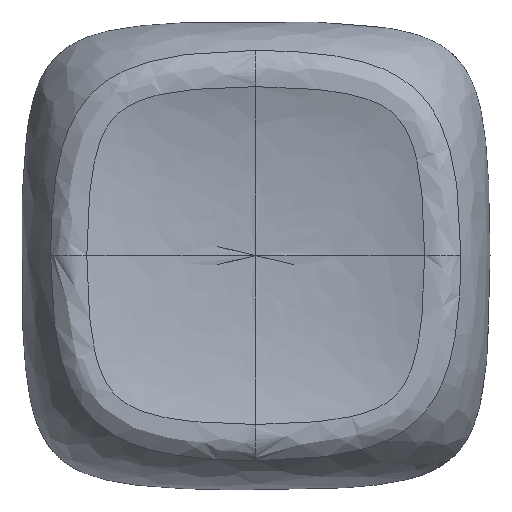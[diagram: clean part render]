
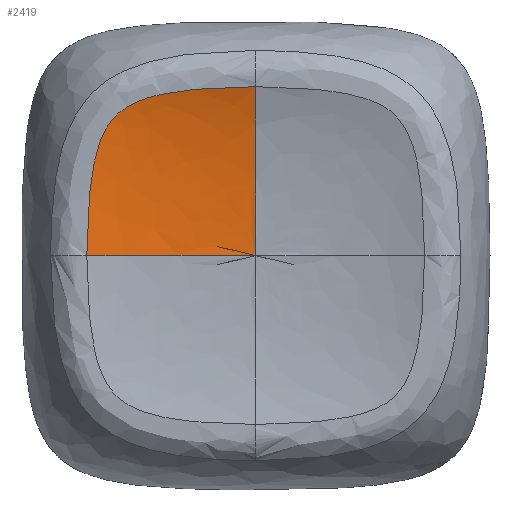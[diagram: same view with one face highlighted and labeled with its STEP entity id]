
A CAD part, top view. The second image highlights one B-rep face of the part: STEP entity #2419.
In plain terms, the highlighted free-form (B-spline) face has degree [3, 3] with [7, 5] control points.
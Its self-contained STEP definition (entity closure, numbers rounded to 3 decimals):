
#15=(
BOUNDED_CURVE()
B_SPLINE_CURVE(5,(#25185,#25186,#25187,#25188,#25189,#25190,#25191,#25192,
#25193,#25194),.UNSPECIFIED.,.F.,.F.)
B_SPLINE_CURVE_WITH_KNOTS((6,1,1,1,1,6),(0.176,0.2,0.4,0.6,
0.8,1.),.UNSPECIFIED.)
CURVE()
GEOMETRIC_REPRESENTATION_ITEM()
RATIONAL_B_SPLINE_CURVE((1.,1.,1.,1.,1.,1.,1.,1.,1.,1.))
REPRESENTATION_ITEM('')
);
#17=(
BOUNDED_CURVE()
B_SPLINE_CURVE(5,(#25240,#25241,#25242,#25243,#25244,#25245,#25246,#25247,
#25248,#25249),.UNSPECIFIED.,.F.,.F.)
B_SPLINE_CURVE_WITH_KNOTS((6,1,1,1,1,6),(0.176,0.2,0.4,0.6,
0.8,1.),.UNSPECIFIED.)
CURVE()
GEOMETRIC_REPRESENTATION_ITEM()
RATIONAL_B_SPLINE_CURVE((1.,1.,1.,1.,1.,1.,1.,1.,1.,1.))
REPRESENTATION_ITEM('')
);
#313=FACE_OUTER_BOUND('',#469,.T.);
#469=EDGE_LOOP('',(#2145,#2146,#2147));
#786=B_SPLINE_CURVE_WITH_KNOTS('',3,(#24614,#24615,#24616,#24617,#24618,
#24619,#24620,#24621,#24622,#24623,#24624,#24625,#24626,#24627),
 .UNSPECIFIED.,.F.,.F.,(4,1,1,1,1,1,1,1,1,1,1,4),(0.,0.167,
0.335,0.419,0.46,0.502,
0.586,0.67,0.753,0.837,
1.005,1.172),.UNSPECIFIED.);
#1018=VERTEX_POINT('',#24594);
#1021=VERTEX_POINT('',#24612);
#1027=VERTEX_POINT('',#25184);
#1389=EDGE_CURVE('',#1021,#1018,#786,.T.);
#1400=EDGE_CURVE('',#1018,#1027,#15,.T.);
#1402=EDGE_CURVE('',#1021,#1027,#17,.T.);
#2145=ORIENTED_EDGE('',*,*,#1389,.F.);
#2146=ORIENTED_EDGE('',*,*,#1402,.T.);
#2147=ORIENTED_EDGE('',*,*,#1400,.F.);
#2268=B_SPLINE_SURFACE_WITH_KNOTS('',3,3,((#25205,#25206,#25207,#25208,
#25209),(#25210,#25211,#25212,#25213,#25214),(#25215,#25216,#25217,#25218,
#25219),(#25220,#25221,#25222,#25223,#25224),(#25225,#25226,#25227,#25228,
#25229),(#25230,#25231,#25232,#25233,#25234),(#25235,#25236,#25237,#25238,
#25239)),.UNSPECIFIED.,.F.,.F.,.F.,(4,1,1,1,4),(4,1,4),(0.,0.286,
0.571,0.857,1.),(0.131,0.503,
1.),.UNSPECIFIED.);
#2419=ADVANCED_FACE('',(#313),#2268,.F.);
#24594=CARTESIAN_POINT('',(0.,6.484,5.536));
#24612=CARTESIAN_POINT('',(-6.484,0.,5.536));
#24614=CARTESIAN_POINT('Ctrl Pts',(-6.484,0.,
5.536));
#24615=CARTESIAN_POINT('Ctrl Pts',(-6.484,0.548,5.536));
#24616=CARTESIAN_POINT('Ctrl Pts',(-6.455,1.644,5.54));
#24617=CARTESIAN_POINT('Ctrl Pts',(-6.326,2.997,5.555));
#24618=CARTESIAN_POINT('Ctrl Pts',(-6.134,3.907,5.574));
#24619=CARTESIAN_POINT('Ctrl Pts',(-5.972,4.402,5.585));
#24620=CARTESIAN_POINT('Ctrl Pts',(-5.767,4.875,5.596));
#24621=CARTESIAN_POINT('Ctrl Pts',(-5.402,5.402,5.605));
#24622=CARTESIAN_POINT('Ctrl Pts',(-4.77,5.839,5.594));
#24623=CARTESIAN_POINT('Ctrl Pts',(-4.036,6.105,5.576));
#24624=CARTESIAN_POINT('Ctrl Pts',(-2.998,6.327,5.555));
#24625=CARTESIAN_POINT('Ctrl Pts',(-1.644,6.455,5.54));
#24626=CARTESIAN_POINT('Ctrl Pts',(-0.548,6.484,
5.536));
#24627=CARTESIAN_POINT('Ctrl Pts',(0.,6.484,
5.536));
#25184=CARTESIAN_POINT('',(0.,0.,4.8));
#25185=CARTESIAN_POINT('Ctrl Pts',(0.,6.484,
5.536));
#25186=CARTESIAN_POINT('Ctrl Pts',(0.,6.462,
5.529));
#25187=CARTESIAN_POINT('Ctrl Pts',(0.,6.25,
5.465));
#25188=CARTESIAN_POINT('Ctrl Pts',(0.,5.83,
5.347));
#25189=CARTESIAN_POINT('Ctrl Pts',(0.,5.151,
5.184));
#25190=CARTESIAN_POINT('Ctrl Pts',(0.,4.1,
4.995));
#25191=CARTESIAN_POINT('Ctrl Pts',(0.,2.767,
4.864));
#25192=CARTESIAN_POINT('Ctrl Pts',(0.,1.503,4.812));
#25193=CARTESIAN_POINT('Ctrl Pts',(0.,0.524,
4.8));
#25194=CARTESIAN_POINT('Ctrl Pts',(0.,0.,
4.8));
#25205=CARTESIAN_POINT('Ctrl Pts',(-6.694,0.,
5.603));
#25206=CARTESIAN_POINT('Ctrl Pts',(-6.134,0.,
5.42));
#25207=CARTESIAN_POINT('Ctrl Pts',(-4.651,0.,
5.024));
#25208=CARTESIAN_POINT('Ctrl Pts',(-2.168,0.,
4.8));
#25209=CARTESIAN_POINT('Ctrl Pts',(0.,0.,
4.8));
#25210=CARTESIAN_POINT('Ctrl Pts',(-6.694,1.287,5.603));
#25211=CARTESIAN_POINT('Ctrl Pts',(-6.134,1.143,5.42));
#25212=CARTESIAN_POINT('Ctrl Pts',(-4.652,0.791,
5.024));
#25213=CARTESIAN_POINT('Ctrl Pts',(-2.168,0.33,
4.8));
#25214=CARTESIAN_POINT('Ctrl Pts',(0.,0.,
4.8));
#25215=CARTESIAN_POINT('Ctrl Pts',(-6.505,3.862,5.603));
#25216=CARTESIAN_POINT('Ctrl Pts',(-5.939,3.47,5.42));
#25217=CARTESIAN_POINT('Ctrl Pts',(-4.42,2.401,5.024));
#25218=CARTESIAN_POINT('Ctrl Pts',(-2.003,0.967,
4.8));
#25219=CARTESIAN_POINT('Ctrl Pts',(0.,0.,
4.8));
#25220=CARTESIAN_POINT('Ctrl Pts',(-5.165,6.015,5.603));
#25221=CARTESIAN_POINT('Ctrl Pts',(-4.671,5.467,5.42));
#25222=CARTESIAN_POINT('Ctrl Pts',(-3.307,3.972,5.024));
#25223=CARTESIAN_POINT('Ctrl Pts',(-1.38,1.731,4.8));
#25224=CARTESIAN_POINT('Ctrl Pts',(0.,0.,
4.8));
#25225=CARTESIAN_POINT('Ctrl Pts',(-2.613,6.614,5.603));
#25226=CARTESIAN_POINT('Ctrl Pts',(-2.337,6.052,5.42));
#25227=CARTESIAN_POINT('Ctrl Pts',(-1.61,4.56,5.024));
#25228=CARTESIAN_POINT('Ctrl Pts',(-0.651,2.106,4.8));
#25229=CARTESIAN_POINT('Ctrl Pts',(0.,0.,
4.8));
#25230=CARTESIAN_POINT('Ctrl Pts',(-0.644,6.694,5.603));
#25231=CARTESIAN_POINT('Ctrl Pts',(-0.573,6.134,
5.42));
#25232=CARTESIAN_POINT('Ctrl Pts',(-0.397,4.651,
5.024));
#25233=CARTESIAN_POINT('Ctrl Pts',(-0.165,2.168,
4.8));
#25234=CARTESIAN_POINT('Ctrl Pts',(0.,0.,
4.8));
#25235=CARTESIAN_POINT('Ctrl Pts',(0.,6.694,
5.603));
#25236=CARTESIAN_POINT('Ctrl Pts',(0.,6.134,
5.42));
#25237=CARTESIAN_POINT('Ctrl Pts',(0.,4.651,
5.024));
#25238=CARTESIAN_POINT('Ctrl Pts',(0.,2.168,
4.8));
#25239=CARTESIAN_POINT('Ctrl Pts',(0.,0.,
4.8));
#25240=CARTESIAN_POINT('Ctrl Pts',(-6.484,0.,
5.536));
#25241=CARTESIAN_POINT('Ctrl Pts',(-6.462,0.,
5.529));
#25242=CARTESIAN_POINT('Ctrl Pts',(-6.25,0.,
5.465));
#25243=CARTESIAN_POINT('Ctrl Pts',(-5.83,0.,
5.347));
#25244=CARTESIAN_POINT('Ctrl Pts',(-5.151,0.,
5.184));
#25245=CARTESIAN_POINT('Ctrl Pts',(-4.1,0.,
4.995));
#25246=CARTESIAN_POINT('Ctrl Pts',(-2.767,0.,
4.864));
#25247=CARTESIAN_POINT('Ctrl Pts',(-1.503,0.,
4.812));
#25248=CARTESIAN_POINT('Ctrl Pts',(-0.524,0.,
4.8));
#25249=CARTESIAN_POINT('Ctrl Pts',(0.,0.,
4.8));
